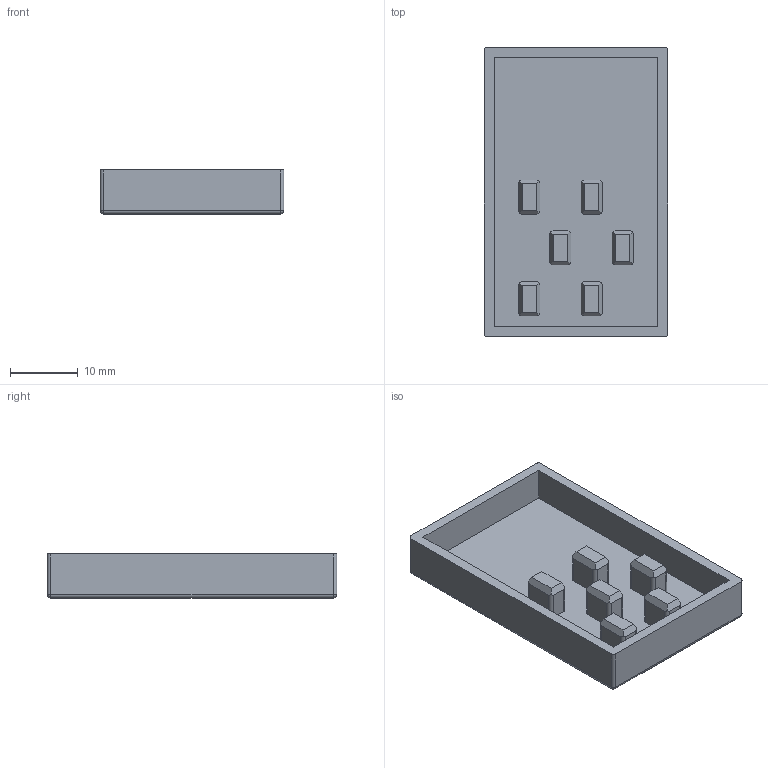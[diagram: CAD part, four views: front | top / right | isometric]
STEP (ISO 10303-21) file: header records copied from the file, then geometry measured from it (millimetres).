
FILE_DESCRIPTION (( 'STEP AP214' ), '1' );
FILE_NAME ('S800-END.STEP', '2020-06-18T12:36:21', ( '' ), ( '' ), 'SwSTEP 2.0', 'SolidWorks 2018', '' );
FILE_SCHEMA (( 'AUTOMOTIVE_DESIGN' ));
Length unit declared in the file: millimetre
Products named in the file (1): S800-END
Bounding box: 27.1 x 42.7 x 6.5 mm (x, y, z)
Volume: 3166.4 mm3; surface area: 4245 mm2
Topology: 1 solids, 1 shells, 101 faces, 268 edges, 172 vertices
Faces by surface type: plane 65, cylinder 32, bspline 4
Entity records: 3459 total; most frequent: CARTESIAN_POINT 742, ORIENTED_EDGE 528, DIRECTION 452, EDGE_CURVE 264, VECTOR 176, LINE 176, VERTEX_POINT 172, AXIS2_PLACEMENT_3D 138
